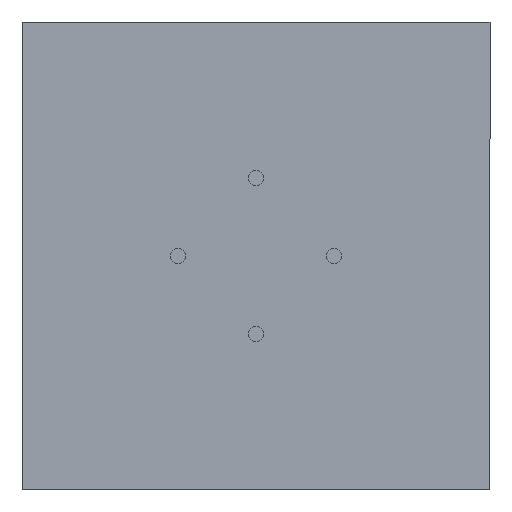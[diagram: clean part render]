
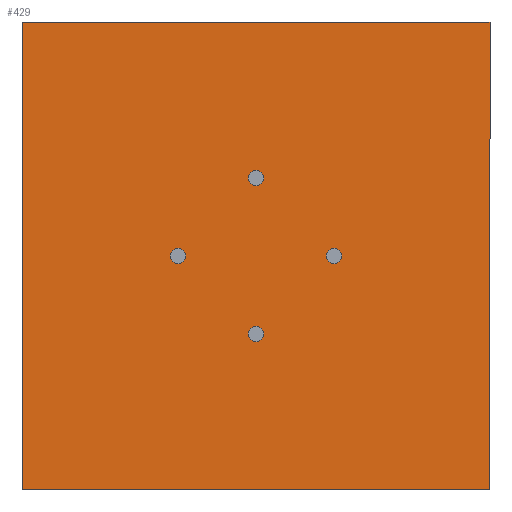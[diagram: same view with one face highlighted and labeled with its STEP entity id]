
A CAD part, front view. The second image highlights one B-rep face of the part: STEP entity #429.
In plain terms, the highlighted planar face has unit normal (0, -1, 0).
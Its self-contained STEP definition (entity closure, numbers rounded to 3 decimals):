
#2 = VERTEX_POINT ( 'NONE', #823 ) ;
#6 = AXIS2_PLACEMENT_3D ( 'NONE', #691, #926, #237 ) ;
#12 = FACE_OUTER_BOUND ( 'NONE', #31, .T. ) ;
#23 = AXIS2_PLACEMENT_3D ( 'NONE', #116, #345, #555 ) ;
#25 = CARTESIAN_POINT ( 'NONE',  ( 0., 0., 0. ) ) ;
#27 = VERTEX_POINT ( 'NONE', #933 ) ;
#31 = EDGE_LOOP ( 'NONE', ( #531, #781, #843, #202 ) ) ;
#47 = DIRECTION ( 'NONE',  ( 0., 0., -1. ) ) ;
#54 = EDGE_CURVE ( 'NONE', #510, #479, #682, .T. ) ;
#68 = DIRECTION ( 'NONE',  ( 0., 0., -1. ) ) ;
#84 = EDGE_LOOP ( 'NONE', ( #674, #362 ) ) ;
#87 = DIRECTION ( 'NONE',  ( 0., 0., -1. ) ) ;
#92 = CARTESIAN_POINT ( 'NONE',  ( 150., 0., -195. ) ) ;
#107 = EDGE_CURVE ( 'NONE', #513, #2, #147, .T. ) ;
#116 = CARTESIAN_POINT ( 'NONE',  ( 150., 0., -100. ) ) ;
#118 = CIRCLE ( 'NONE', #819, 5. ) ;
#143 = EDGE_CURVE ( 'NONE', #2, #513, #118, .T. ) ;
#145 = CARTESIAN_POINT ( 'NONE',  ( 150., 0., -200. ) ) ;
#147 = CIRCLE ( 'NONE', #667, 5. ) ;
#149 = AXIS2_PLACEMENT_3D ( 'NONE', #191, #339, #492 ) ;
#150 = EDGE_CURVE ( 'NONE', #443, #274, #735, .T. ) ;
#166 = VERTEX_POINT ( 'NONE', #859 ) ;
#177 = VECTOR ( 'NONE', #427, 1000. ) ;
#181 = ORIENTED_EDGE ( 'NONE', *, *, #590, .F. ) ;
#182 = CARTESIAN_POINT ( 'NONE',  ( 150., 0., -95. ) ) ;
#191 = CARTESIAN_POINT ( 'NONE',  ( 200., 0., -150. ) ) ;
#202 = ORIENTED_EDGE ( 'NONE', *, *, #938, .F. ) ;
#233 = DIRECTION ( 'NONE',  ( 0., -1., 0. ) ) ;
#235 = DIRECTION ( 'NONE',  ( 1., 0., 0. ) ) ;
#237 = DIRECTION ( 'NONE',  ( 0., 0., 1. ) ) ;
#242 = VECTOR ( 'NONE', #700, 1000. ) ;
#245 = VERTEX_POINT ( 'NONE', #941 ) ;
#246 = DIRECTION ( 'NONE',  ( 0., 0., -1. ) ) ;
#251 = CARTESIAN_POINT ( 'NONE',  ( 150., 0., -105. ) ) ;
#252 = CIRCLE ( 'NONE', #753, 5. ) ;
#255 = FACE_BOUND ( 'NONE', #580, .T. ) ;
#258 = ORIENTED_EDGE ( 'NONE', *, *, #902, .F. ) ;
#262 = CARTESIAN_POINT ( 'NONE',  ( 100., 0., -150. ) ) ;
#274 = VERTEX_POINT ( 'NONE', #364 ) ;
#282 = ORIENTED_EDGE ( 'NONE', *, *, #54, .F. ) ;
#309 = CARTESIAN_POINT ( 'NONE',  ( 100., 0., -145. ) ) ;
#313 = FACE_BOUND ( 'NONE', #84, .T. ) ;
#331 = CIRCLE ( 'NONE', #898, 5. ) ;
#339 = DIRECTION ( 'NONE',  ( 0., -1., 0. ) ) ;
#342 = EDGE_CURVE ( 'NONE', #930, #439, #331, .T. ) ;
#345 = DIRECTION ( 'NONE',  ( 0., -1., 0. ) ) ;
#362 = ORIENTED_EDGE ( 'NONE', *, *, #107, .F. ) ;
#364 = CARTESIAN_POINT ( 'NONE',  ( 0., 0., -300. ) ) ;
#369 = DIRECTION ( 'NONE',  ( 0., 0., -1. ) ) ;
#388 = CARTESIAN_POINT ( 'NONE',  ( 0., 0., -300. ) ) ;
#391 = CARTESIAN_POINT ( 'NONE',  ( 300., 0., -300. ) ) ;
#398 = CARTESIAN_POINT ( 'NONE',  ( 150., 0., -205. ) ) ;
#404 = CARTESIAN_POINT ( 'NONE',  ( 200., 0., -150. ) ) ;
#427 = DIRECTION ( 'NONE',  ( -1., 0., 0. ) ) ;
#429 = ADVANCED_FACE ( 'NONE', ( #255, #919, #687, #313, #12 ), #550, .F. ) ;
#430 = AXIS2_PLACEMENT_3D ( 'NONE', #954, #969, #68 ) ;
#439 = VERTEX_POINT ( 'NONE', #92 ) ;
#443 = VERTEX_POINT ( 'NONE', #391 ) ;
#469 = LINE ( 'NONE', #388, #242 ) ;
#479 = VERTEX_POINT ( 'NONE', #182 ) ;
#492 = DIRECTION ( 'NONE',  ( 0., 0., -1. ) ) ;
#502 = CARTESIAN_POINT ( 'NONE',  ( 300., 0., -300. ) ) ;
#510 = VERTEX_POINT ( 'NONE', #251 ) ;
#513 = VERTEX_POINT ( 'NONE', #309 ) ;
#519 = VECTOR ( 'NONE', #369, 1000. ) ;
#531 = ORIENTED_EDGE ( 'NONE', *, *, #888, .F. ) ;
#537 = VERTEX_POINT ( 'NONE', #913 ) ;
#550 = PLANE ( 'NONE',  #6 ) ;
#555 = DIRECTION ( 'NONE',  ( 0., 0., -1. ) ) ;
#569 = CIRCLE ( 'NONE', #149, 5. ) ;
#580 = EDGE_LOOP ( 'NONE', ( #258, #860 ) ) ;
#590 = EDGE_CURVE ( 'NONE', #479, #510, #867, .T. ) ;
#596 = EDGE_CURVE ( 'NONE', #537, #27, #569, .T. ) ;
#597 = ORIENTED_EDGE ( 'NONE', *, *, #342, .F. ) ;
#624 = DIRECTION ( 'NONE',  ( 0., -1., 0. ) ) ;
#634 = DIRECTION ( 'NONE',  ( 0., -1., 0. ) ) ;
#667 = AXIS2_PLACEMENT_3D ( 'NONE', #780, #233, #827 ) ;
#674 = ORIENTED_EDGE ( 'NONE', *, *, #143, .F. ) ;
#682 = CIRCLE ( 'NONE', #772, 5. ) ;
#687 = FACE_BOUND ( 'NONE', #947, .T. ) ;
#691 = CARTESIAN_POINT ( 'NONE',  ( 0., 0., 0. ) ) ;
#700 = DIRECTION ( 'NONE',  ( 0., 0., 1. ) ) ;
#729 = CIRCLE ( 'NONE', #430, 5. ) ;
#735 = LINE ( 'NONE', #502, #177 ) ;
#753 = AXIS2_PLACEMENT_3D ( 'NONE', #404, #624, #246 ) ;
#754 = DIRECTION ( 'NONE',  ( 0., 0., -1. ) ) ;
#757 = DIRECTION ( 'NONE',  ( 0., -1., 0. ) ) ;
#766 = EDGE_CURVE ( 'NONE', #166, #443, #814, .T. ) ;
#772 = AXIS2_PLACEMENT_3D ( 'NONE', #856, #634, #754 ) ;
#780 = CARTESIAN_POINT ( 'NONE',  ( 100., 0., -150. ) ) ;
#781 = ORIENTED_EDGE ( 'NONE', *, *, #150, .F. ) ;
#785 = EDGE_LOOP ( 'NONE', ( #282, #181 ) ) ;
#790 = DIRECTION ( 'NONE',  ( 0., -1., 0. ) ) ;
#814 = LINE ( 'NONE', #817, #519 ) ;
#817 = CARTESIAN_POINT ( 'NONE',  ( 300., 0., 0. ) ) ;
#819 = AXIS2_PLACEMENT_3D ( 'NONE', #262, #790, #47 ) ;
#823 = CARTESIAN_POINT ( 'NONE',  ( 100., 0., -155. ) ) ;
#827 = DIRECTION ( 'NONE',  ( 0., 0., -1. ) ) ;
#843 = ORIENTED_EDGE ( 'NONE', *, *, #766, .F. ) ;
#845 = EDGE_CURVE ( 'NONE', #439, #930, #729, .T. ) ;
#856 = CARTESIAN_POINT ( 'NONE',  ( 150., 0., -100. ) ) ;
#859 = CARTESIAN_POINT ( 'NONE',  ( 300., 0., 0. ) ) ;
#860 = ORIENTED_EDGE ( 'NONE', *, *, #596, .F. ) ;
#867 = CIRCLE ( 'NONE', #23, 5. ) ;
#874 = VECTOR ( 'NONE', #235, 1000. ) ;
#888 = EDGE_CURVE ( 'NONE', #274, #245, #469, .T. ) ;
#889 = ORIENTED_EDGE ( 'NONE', *, *, #845, .F. ) ;
#898 = AXIS2_PLACEMENT_3D ( 'NONE', #145, #757, #87 ) ;
#902 = EDGE_CURVE ( 'NONE', #27, #537, #252, .T. ) ;
#913 = CARTESIAN_POINT ( 'NONE',  ( 200., 0., -145. ) ) ;
#919 = FACE_BOUND ( 'NONE', #785, .T. ) ;
#922 = LINE ( 'NONE', #25, #874 ) ;
#926 = DIRECTION ( 'NONE',  ( 0., 1., 0. ) ) ;
#930 = VERTEX_POINT ( 'NONE', #398 ) ;
#933 = CARTESIAN_POINT ( 'NONE',  ( 200., 0., -155. ) ) ;
#938 = EDGE_CURVE ( 'NONE', #245, #166, #922, .T. ) ;
#941 = CARTESIAN_POINT ( 'NONE',  ( 0., 0., 0. ) ) ;
#947 = EDGE_LOOP ( 'NONE', ( #597, #889 ) ) ;
#954 = CARTESIAN_POINT ( 'NONE',  ( 150., 0., -200. ) ) ;
#969 = DIRECTION ( 'NONE',  ( 0., -1., 0. ) ) ;
